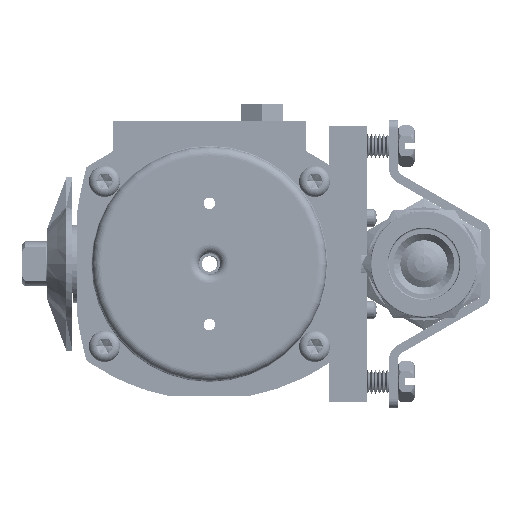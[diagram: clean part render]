
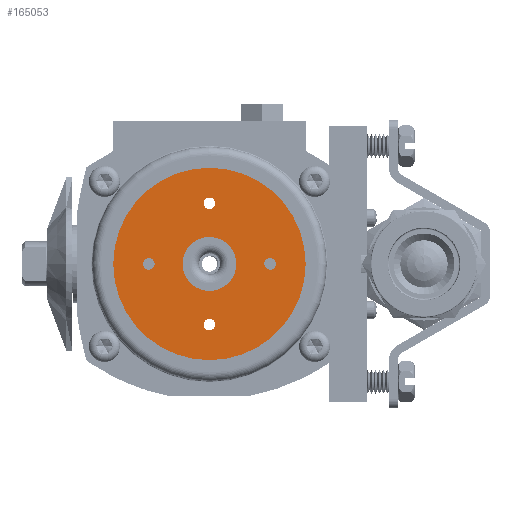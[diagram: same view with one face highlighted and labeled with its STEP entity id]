
A CAD part, left-side view. The second image highlights one B-rep face of the part: STEP entity #165053.
In plain terms, the highlighted planar face has unit normal (-1, 0, 0).
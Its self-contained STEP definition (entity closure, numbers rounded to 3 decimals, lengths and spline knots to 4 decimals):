
#285 = DIRECTION ( 'NONE',  ( 1., 0., 0. ) ) ;
#729 = VERTEX_POINT ( 'NONE', #192855 ) ;
#1012 = FACE_BOUND ( 'NONE', #136650, .T. ) ;
#1905 = CARTESIAN_POINT ( 'NONE',  ( -3.9665, 2.8597, -0.06 ) ) ;
#2367 = DIRECTION ( 'NONE',  ( -1., 0., 0. ) ) ;
#9909 = AXIS2_PLACEMENT_3D ( 'NONE', #85340, #2367, #118222 ) ;
#11408 = DIRECTION ( 'NONE',  ( 0., 1., 0. ) ) ;
#12283 = VERTEX_POINT ( 'NONE', #121406 ) ;
#16433 = AXIS2_PLACEMENT_3D ( 'NONE', #159128, #60440, #175664 ) ;
#27402 = EDGE_LOOP ( 'NONE', ( #195182, #200253 ) ) ;
#34980 = AXIS2_PLACEMENT_3D ( 'NONE', #157063, #58335, #173635 ) ;
#35615 = CIRCLE ( 'NONE', #106806, 0.22 ) ;
#40101 = FACE_BOUND ( 'NONE', #27402, .T. ) ;
#40430 = CARTESIAN_POINT ( 'NONE',  ( -3.9665, 1.5997, -0.06 ) ) ;
#41527 = AXIS2_PLACEMENT_3D ( 'NONE', #49270, #164691, #66019 ) ;
#43425 = EDGE_CURVE ( 'NONE', #149435, #210865, #64635, .T. ) ;
#47797 = VERTEX_POINT ( 'NONE', #146557 ) ;
#47894 = CIRCLE ( 'NONE', #16433, 0.06 ) ;
#49270 = CARTESIAN_POINT ( 'NONE',  ( -3.9665, 2.2297, 0.63 ) ) ;
#51756 = EDGE_CURVE ( 'NONE', #137562, #108761, #154140, .T. ) ;
#56978 = AXIS2_PLACEMENT_3D ( 'NONE', #208823, #110527, #11408 ) ;
#58335 = DIRECTION ( 'NONE',  ( -1., 0., 0. ) ) ;
#58680 = ORIENTED_EDGE ( 'NONE', *, *, #111094, .T. ) ;
#60161 = DIRECTION ( 'NONE',  ( -1., 0., 0. ) ) ;
#60440 = DIRECTION ( 'NONE',  ( -1., 0., 0. ) ) ;
#64147 = ORIENTED_EDGE ( 'NONE', *, *, #129488, .T. ) ;
#64635 = CIRCLE ( 'NONE', #155983, 0.22 ) ;
#65961 = DIRECTION ( 'NONE',  ( 0., 0., -1. ) ) ;
#66019 = DIRECTION ( 'NONE',  ( 0., 1., 0. ) ) ;
#66166 = DIRECTION ( 'NONE',  ( -1., 0., 0. ) ) ;
#66202 = CARTESIAN_POINT ( 'NONE',  ( -3.9665, 2.2297, 0. ) ) ;
#66290 = AXIS2_PLACEMENT_3D ( 'NONE', #66202, #66166, #65961 ) ;
#67349 = AXIS2_PLACEMENT_3D ( 'NONE', #158865, #60161, #175379 ) ;
#67476 = EDGE_CURVE ( 'NONE', #12283, #47797, #47894, .T. ) ;
#69899 = EDGE_CURVE ( 'NONE', #108761, #137562, #127322, .T. ) ;
#71648 = ORIENTED_EDGE ( 'NONE', *, *, #51756, .T. ) ;
#73394 = CIRCLE ( 'NONE', #67349, 0.06 ) ;
#74297 = EDGE_LOOP ( 'NONE', ( #192506, #71648 ) ) ;
#74876 = CARTESIAN_POINT ( 'NONE',  ( -3.9665, 2.2297, 0. ) ) ;
#76640 = VERTEX_POINT ( 'NONE', #1905 ) ;
#77055 = ORIENTED_EDGE ( 'NONE', *, *, #67476, .F. ) ;
#79073 = ORIENTED_EDGE ( 'NONE', *, *, #106998, .F. ) ;
#81102 = VERTEX_POINT ( 'NONE', #178925 ) ;
#81141 = DIRECTION ( 'NONE',  ( 1., 0., 0. ) ) ;
#82890 = CIRCLE ( 'NONE', #41527, 0.06 ) ;
#84384 = FACE_OUTER_BOUND ( 'NONE', #74297, .T. ) ;
#85340 = CARTESIAN_POINT ( 'NONE',  ( -3.9665, 1.5617, 0. ) ) ;
#89449 = FACE_BOUND ( 'NONE', #169461, .T. ) ;
#91461 = DIRECTION ( 'NONE',  ( 0., 0., -1. ) ) ;
#91675 = CARTESIAN_POINT ( 'NONE',  ( -3.9665, 1.5997, 0. ) ) ;
#94870 = EDGE_CURVE ( 'NONE', #81102, #112174, #170468, .T. ) ;
#96618 = ORIENTED_EDGE ( 'NONE', *, *, #112672, .T. ) ;
#98231 = DIRECTION ( 'NONE',  ( -1., 0., 0. ) ) ;
#99737 = CARTESIAN_POINT ( 'NONE',  ( -3.9665, 2.8597, 0. ) ) ;
#102922 = CIRCLE ( 'NONE', #153642, 0.06 ) ;
#104827 = CARTESIAN_POINT ( 'NONE',  ( -3.9665, 2.2297, 0.22 ) ) ;
#106744 = ORIENTED_EDGE ( 'NONE', *, *, #129075, .T. ) ;
#106806 = AXIS2_PLACEMENT_3D ( 'NONE', #74876, #189833, #91461 ) ;
#106998 = EDGE_CURVE ( 'NONE', #112174, #81102, #73394, .T. ) ;
#108056 = DIRECTION ( 'NONE',  ( 0., 0., -1. ) ) ;
#108761 = VERTEX_POINT ( 'NONE', #163360 ) ;
#110527 = DIRECTION ( 'NONE',  ( 1., 0., 0. ) ) ;
#111094 = EDGE_CURVE ( 'NONE', #126260, #729, #82890, .T. ) ;
#111664 = VERTEX_POINT ( 'NONE', #210380 ) ;
#112174 = VERTEX_POINT ( 'NONE', #40430 ) ;
#112672 = EDGE_CURVE ( 'NONE', #76640, #111664, #141609, .T. ) ;
#113668 = AXIS2_PLACEMENT_3D ( 'NONE', #179584, #81141, #195956 ) ;
#116184 = DIRECTION ( 'NONE',  ( 0., 0., -1. ) ) ;
#118222 = DIRECTION ( 'NONE',  ( 0., 0., -1. ) ) ;
#120069 = ORIENTED_EDGE ( 'NONE', *, *, #94870, .F. ) ;
#121406 = CARTESIAN_POINT ( 'NONE',  ( -3.9665, 2.2297, -0.57 ) ) ;
#126260 = VERTEX_POINT ( 'NONE', #181378 ) ;
#126562 = AXIS2_PLACEMENT_3D ( 'NONE', #91675, #206397, #108056 ) ;
#127322 = CIRCLE ( 'NONE', #34980, 1.1125 ) ;
#127956 = FACE_BOUND ( 'NONE', #177629, .T. ) ;
#129075 = EDGE_CURVE ( 'NONE', #111664, #76640, #102922, .T. ) ;
#129488 = EDGE_CURVE ( 'NONE', #729, #126260, #187743, .T. ) ;
#133204 = CIRCLE ( 'NONE', #207530, 0.06 ) ;
#136650 = EDGE_LOOP ( 'NONE', ( #79073, #120069 ) ) ;
#137562 = VERTEX_POINT ( 'NONE', #208756 ) ;
#141609 = CIRCLE ( 'NONE', #113668, 0.06 ) ;
#146557 = CARTESIAN_POINT ( 'NONE',  ( -3.9665, 2.2297, -0.69 ) ) ;
#149435 = VERTEX_POINT ( 'NONE', #104827 ) ;
#152028 = DIRECTION ( 'NONE',  ( 0., 0., -1. ) ) ;
#152233 = DIRECTION ( 'NONE',  ( -1., 0., 0. ) ) ;
#152733 = CARTESIAN_POINT ( 'NONE',  ( -3.9665, 2.2297, 0. ) ) ;
#153642 = AXIS2_PLACEMENT_3D ( 'NONE', #99737, #285, #116184 ) ;
#154140 = CIRCLE ( 'NONE', #66290, 1.1125 ) ;
#155983 = AXIS2_PLACEMENT_3D ( 'NONE', #152733, #152233, #152028 ) ;
#157063 = CARTESIAN_POINT ( 'NONE',  ( -3.9665, 2.2297, 0. ) ) ;
#158865 = CARTESIAN_POINT ( 'NONE',  ( -3.9665, 1.5997, 0. ) ) ;
#159128 = CARTESIAN_POINT ( 'NONE',  ( -3.9665, 2.2297, -0.63 ) ) ;
#163360 = CARTESIAN_POINT ( 'NONE',  ( -3.9665, 2.2297, -1.1125 ) ) ;
#164691 = DIRECTION ( 'NONE',  ( 1., 0., 0. ) ) ;
#165053 = ADVANCED_FACE ( 'NONE', ( #89449, #1012, #84384, #40101, #210020, #127956 ), #167319, .T. ) ;
#165614 = EDGE_LOOP ( 'NONE', ( #187551, #77055 ) ) ;
#166434 = EDGE_CURVE ( 'NONE', #47797, #12283, #133204, .T. ) ;
#167319 = PLANE ( 'NONE',  #9909 ) ;
#169461 = EDGE_LOOP ( 'NONE', ( #96618, #106744 ) ) ;
#170468 = CIRCLE ( 'NONE', #126562, 0.06 ) ;
#173635 = DIRECTION ( 'NONE',  ( 0., 0., -1. ) ) ;
#175379 = DIRECTION ( 'NONE',  ( 0., 0., -1. ) ) ;
#175664 = DIRECTION ( 'NONE',  ( 0., 1., 0. ) ) ;
#177629 = EDGE_LOOP ( 'NONE', ( #64147, #58680 ) ) ;
#178925 = CARTESIAN_POINT ( 'NONE',  ( -3.9665, 1.5997, 0.06 ) ) ;
#179584 = CARTESIAN_POINT ( 'NONE',  ( -3.9665, 2.8597, 0. ) ) ;
#181378 = CARTESIAN_POINT ( 'NONE',  ( -3.9665, 2.2297, 0.69 ) ) ;
#187551 = ORIENTED_EDGE ( 'NONE', *, *, #166434, .F. ) ;
#187743 = CIRCLE ( 'NONE', #56978, 0.06 ) ;
#188263 = EDGE_CURVE ( 'NONE', #210865, #149435, #35615, .T. ) ;
#189833 = DIRECTION ( 'NONE',  ( -1., 0., 0. ) ) ;
#192506 = ORIENTED_EDGE ( 'NONE', *, *, #69899, .T. ) ;
#192855 = CARTESIAN_POINT ( 'NONE',  ( -3.9665, 2.2297, 0.57 ) ) ;
#195182 = ORIENTED_EDGE ( 'NONE', *, *, #188263, .F. ) ;
#195956 = DIRECTION ( 'NONE',  ( 0., 0., -1. ) ) ;
#196623 = CARTESIAN_POINT ( 'NONE',  ( -3.9665, 2.2297, -0.63 ) ) ;
#200253 = ORIENTED_EDGE ( 'NONE', *, *, #43425, .F. ) ;
#203259 = CARTESIAN_POINT ( 'NONE',  ( -3.9665, 2.2297, -0.22 ) ) ;
#206397 = DIRECTION ( 'NONE',  ( -1., 0., 0. ) ) ;
#207530 = AXIS2_PLACEMENT_3D ( 'NONE', #196623, #98231, #212886 ) ;
#208756 = CARTESIAN_POINT ( 'NONE',  ( -3.9665, 2.2297, 1.1125 ) ) ;
#208823 = CARTESIAN_POINT ( 'NONE',  ( -3.9665, 2.2297, 0.63 ) ) ;
#210020 = FACE_BOUND ( 'NONE', #165614, .T. ) ;
#210380 = CARTESIAN_POINT ( 'NONE',  ( -3.9665, 2.8597, 0.06 ) ) ;
#210865 = VERTEX_POINT ( 'NONE', #203259 ) ;
#212886 = DIRECTION ( 'NONE',  ( 0., 1., 0. ) ) ;
